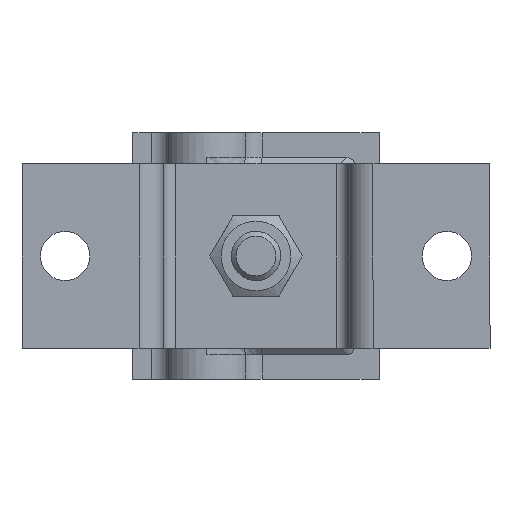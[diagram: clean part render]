
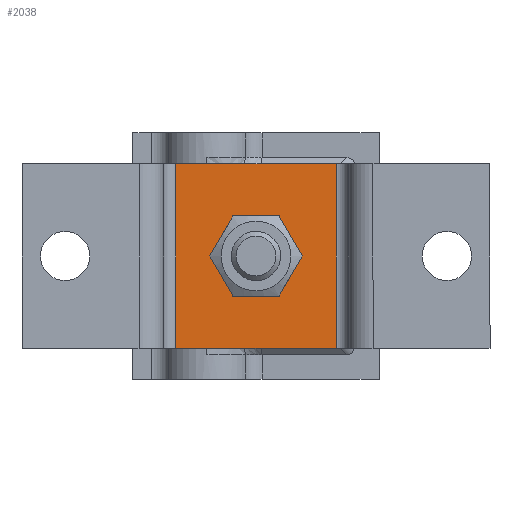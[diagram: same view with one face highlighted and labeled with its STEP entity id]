
A CAD part, front view. The second image highlights one B-rep face of the part: STEP entity #2038.
In plain terms, the highlighted planar face has unit normal (0, -1, 0).
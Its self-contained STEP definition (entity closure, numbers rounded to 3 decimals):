
#132=FACE_BOUND('',#367,.T.);
#158=PLANE('',#2295);
#234=FACE_OUTER_BOUND('',#366,.T.);
#366=EDGE_LOOP('',(#1454,#1455,#1456,#1457));
#367=EDGE_LOOP('',(#1458));
#504=LINE('',#3107,#673);
#513=LINE('',#3129,#682);
#515=LINE('',#3135,#684);
#519=LINE('',#3148,#688);
#673=VECTOR('',#2532,10.);
#682=VECTOR('',#2557,10.);
#684=VECTOR('',#2565,10.);
#688=VECTOR('',#2581,10.);
#818=CIRCLE('',#2255,5.);
#891=VERTEX_POINT('',#3037);
#912=VERTEX_POINT('',#3104);
#913=VERTEX_POINT('',#3106);
#918=VERTEX_POINT('',#3128);
#919=VERTEX_POINT('',#3134);
#1063=EDGE_CURVE('',#891,#891,#818,.T.);
#1097=EDGE_CURVE('',#912,#913,#504,.T.);
#1108=EDGE_CURVE('',#918,#913,#513,.T.);
#1111=EDGE_CURVE('',#919,#918,#515,.T.);
#1118=EDGE_CURVE('',#919,#912,#519,.T.);
#1454=ORIENTED_EDGE('',*,*,#1097,.F.);
#1455=ORIENTED_EDGE('',*,*,#1118,.F.);
#1456=ORIENTED_EDGE('',*,*,#1111,.T.);
#1457=ORIENTED_EDGE('',*,*,#1108,.T.);
#1458=ORIENTED_EDGE('',*,*,#1063,.T.);
#2038=ADVANCED_FACE('',(#234,#132),#158,.F.);
#2255=AXIS2_PLACEMENT_3D('',#3039,#2464,#2465);
#2295=AXIS2_PLACEMENT_3D('',#3157,#2588,#2589);
#2464=DIRECTION('center_axis',(0.,1.,0.));
#2465=DIRECTION('ref_axis',(1.,0.,0.));
#2532=DIRECTION('',(0.,0.,-1.));
#2557=DIRECTION('',(1.,0.,0.));
#2565=DIRECTION('',(0.,0.,-1.));
#2581=DIRECTION('',(1.,0.,0.));
#2588=DIRECTION('center_axis',(0.,1.,0.));
#2589=DIRECTION('ref_axis',(0.,0.,
1.));
#3037=CARTESIAN_POINT('',(-5.,-2.,15.));
#3039=CARTESIAN_POINT('Origin',(0.,-2.,
15.));
#3104=CARTESIAN_POINT('',(13.,-2.,30.));
#3106=CARTESIAN_POINT('',(13.,-2.,0.));
#3107=CARTESIAN_POINT('',(13.,-2.,15.));
#3128=CARTESIAN_POINT('',(-13.,-2.,0.));
#3129=CARTESIAN_POINT('',(-55.048,-2.,0.));
#3134=CARTESIAN_POINT('',(-13.,-2.,30.));
#3135=CARTESIAN_POINT('',(-13.,-2.,15.));
#3148=CARTESIAN_POINT('',(-55.048,-2.,30.));
#3157=CARTESIAN_POINT('Origin',(0.,-2.,
15.));
